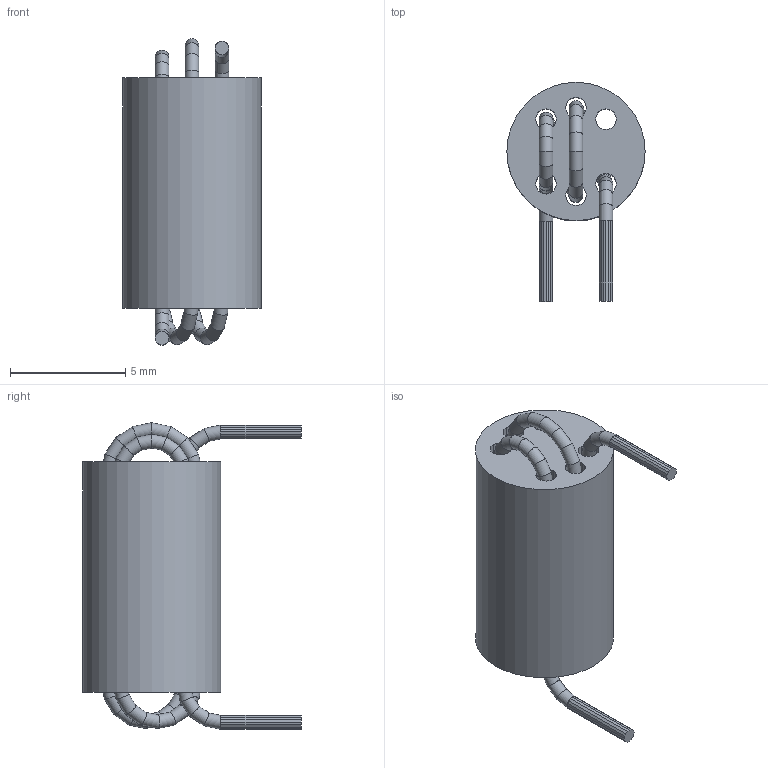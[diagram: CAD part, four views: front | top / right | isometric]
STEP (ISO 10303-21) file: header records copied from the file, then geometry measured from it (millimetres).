
FILE_DESCRIPTION(('FreeCAD Model'),'2;1');
FILE_NAME('Open CASCADE Shape Model','2025-01-22T15:44:59',(''),(''), 'Open CASCADE STEP processor 7.8','FreeCAD','Unknown');
FILE_SCHEMA(('AUTOMOTIVE_DESIGN { 1 0 10303 214 1 1 1 1 }'));
Length unit declared in the file: millimetre
Products named in the file (17): fb_axial; difference; prism006; prism007; prism008; prism009; prism010; PrismaticToroid; PrismaticToroid001; PrismaticToroid002; PrismaticToroid003; prism011; PrismaticToroid004; prism012; prism013; PrismaticToroid005; prism014
Assembly tree (16 placements, depth 2):
  fb_axial
    difference
    prism006
    prism007
    prism008
    prism009
    prism010
    PrismaticToroid
    PrismaticToroid001
    PrismaticToroid002
    PrismaticToroid003
    prism011
    PrismaticToroid004
    prism012
    prism013
    PrismaticToroid005
    prism014
Bounding box: 6 x 9.5 x 13.3 mm (x, y, z)
Volume: 267.4 mm3; surface area: 562.6 mm2
Topology: 16 solids, 16 shells, 313 faces, 809 edges, 528 vertices
Faces by surface type: plane 272, bspline 40, cylinder 1
Full cylindrical faces by diameter (mm): 6 x1
Entity records: 10634 total; most frequent: CARTESIAN_POINT 2707, ORIENTED_EDGE 1618, DIRECTION 1397, EDGE_CURVE 809, LINE 721, VECTOR 721, VERTEX_POINT 528, AXIS2_PLACEMENT_3D 338
